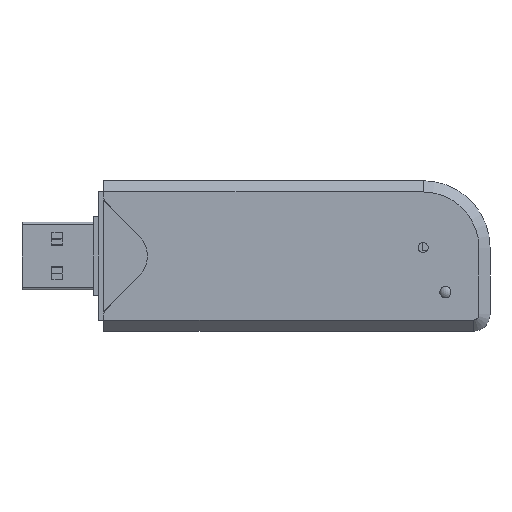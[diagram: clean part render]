
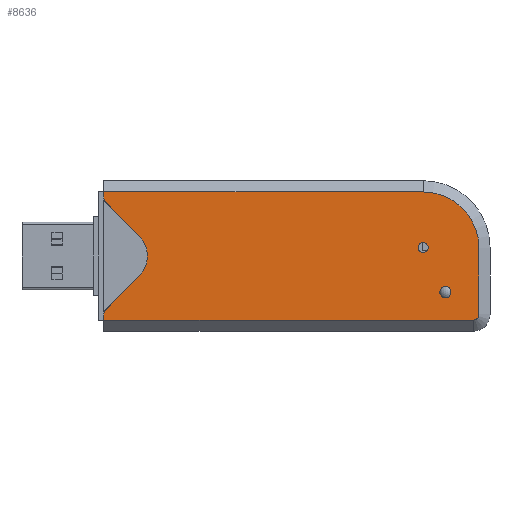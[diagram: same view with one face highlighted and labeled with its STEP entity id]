
A CAD part, front view. The second image highlights one B-rep face of the part: STEP entity #8636.
In plain terms, the highlighted face is planar.
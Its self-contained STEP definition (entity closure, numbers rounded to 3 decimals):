
#138 = EDGE_CURVE ( 'NONE', #9604, #1859, #11241, .T. ) ;
#296 = VERTEX_POINT ( 'NONE', #903 ) ;
#473 = DIRECTION ( 'NONE',  ( 1., 0., 0. ) ) ;
#522 = EDGE_CURVE ( 'NONE', #13136, #296, #1351, .T. ) ;
#771 = ORIENTED_EDGE ( 'NONE', *, *, #138, .T. ) ;
#777 = AXIS2_PLACEMENT_3D ( 'NONE', #2130, #2011, #12675 ) ;
#903 = CARTESIAN_POINT ( 'NONE',  ( -10.5, 9., 33.6 ) ) ;
#935 = VECTOR ( 'NONE', #14617, 1000. ) ;
#1195 = CARTESIAN_POINT ( 'NONE',  ( 1.5, 9., 33.6 ) ) ;
#1270 = ORIENTED_EDGE ( 'NONE', *, *, #4492, .F. ) ;
#1351 = CIRCLE ( 'NONE', #777, 1. ) ;
#1637 = AXIS2_PLACEMENT_3D ( 'NONE', #6440, #10151, #12935 ) ;
#1701 = CARTESIAN_POINT ( 'NONE',  ( 10.408, 9., -32.7 ) ) ;
#1833 = CARTESIAN_POINT ( 'NONE',  ( -10.408, 9., -33.7 ) ) ;
#1859 = VERTEX_POINT ( 'NONE', #6775 ) ;
#1909 = AXIS2_PLACEMENT_3D ( 'NONE', #6449, #3450, #16910 ) ;
#1935 = CARTESIAN_POINT ( 'NONE',  ( 1.5, 9., 23.6 ) ) ;
#1987 = CIRCLE ( 'NONE', #10690, 0.9 ) ;
#2011 = DIRECTION ( 'NONE',  ( 0., 1., 0. ) ) ;
#2130 = CARTESIAN_POINT ( 'NONE',  ( -10.5, 9., 32.6 ) ) ;
#2306 = VECTOR ( 'NONE', #4873, 1000. ) ;
#2384 = CARTESIAN_POINT ( 'NONE',  ( -10., 9., -33.7 ) ) ;
#2481 = LINE ( 'NONE', #2384, #2306 ) ;
#3039 = DIRECTION ( 'NONE',  ( 0., 1., 0. ) ) ;
#3094 = ORIENTED_EDGE ( 'NONE', *, *, #522, .T. ) ;
#3343 = ORIENTED_EDGE ( 'NONE', *, *, #6681, .F. ) ;
#3450 = DIRECTION ( 'NONE',  ( 0., 1., 0. ) ) ;
#3465 = ORIENTED_EDGE ( 'NONE', *, *, #16263, .T. ) ;
#3708 = CARTESIAN_POINT ( 'NONE',  ( 10., 9., -33.7 ) ) ;
#3835 = ORIENTED_EDGE ( 'NONE', *, *, #4310, .T. ) ;
#3889 = DIRECTION ( 'NONE',  ( 0., 1., 0. ) ) ;
#3947 = EDGE_LOOP ( 'NONE', ( #7346 ) ) ;
#4028 = VERTEX_POINT ( 'NONE', #13350 ) ;
#4236 = DIRECTION ( 'NONE',  ( 1., 0., 0. ) ) ;
#4310 = EDGE_CURVE ( 'NONE', #9994, #9166, #12811, .T. ) ;
#4476 = EDGE_CURVE ( 'NONE', #4028, #10172, #8120, .T. ) ;
#4492 = EDGE_CURVE ( 'NONE', #4028, #8380, #2481, .T. ) ;
#4525 = FACE_OUTER_BOUND ( 'NONE', #8235, .T. ) ;
#4721 = AXIS2_PLACEMENT_3D ( 'NONE', #1701, #3039, #12222 ) ;
#4873 = DIRECTION ( 'NONE',  ( 0.714, 0., 0.7 ) ) ;
#5110 = EDGE_CURVE ( 'NONE', #8237, #8237, #10018, .T. ) ;
#5222 = VERTEX_POINT ( 'NONE', #14218 ) ;
#5607 = VECTOR ( 'NONE', #473, 1000. ) ;
#5625 = LINE ( 'NONE', #14776, #5607 ) ;
#5918 = CARTESIAN_POINT ( 'NONE',  ( -11.5, 9., 32.6 ) ) ;
#6050 = VERTEX_POINT ( 'NONE', #6437 ) ;
#6437 = CARTESIAN_POINT ( 'NONE',  ( 11.5, 9., -33.7 ) ) ;
#6440 = CARTESIAN_POINT ( 'NONE',  ( 0., 9., -30.9 ) ) ;
#6449 = CARTESIAN_POINT ( 'NONE',  ( 1.5, 9., 23.6 ) ) ;
#6545 = ORIENTED_EDGE ( 'NONE', *, *, #9526, .F. ) ;
#6612 = ORIENTED_EDGE ( 'NONE', *, *, #4476, .T. ) ;
#6681 = EDGE_CURVE ( 'NONE', #8380, #7359, #9232, .T. ) ;
#6775 = CARTESIAN_POINT ( 'NONE',  ( 11.5, 9., 23.6 ) ) ;
#6783 = CARTESIAN_POINT ( 'NONE',  ( -3.5, 9., -27.329 ) ) ;
#6942 = AXIS2_PLACEMENT_3D ( 'NONE', #11062, #11170, #16203 ) ;
#7103 = CARTESIAN_POINT ( 'NONE',  ( 3.5, 9., -27.329 ) ) ;
#7222 = DIRECTION ( 'NONE',  ( 0., 0., 1. ) ) ;
#7346 = ORIENTED_EDGE ( 'NONE', *, *, #5110, .F. ) ;
#7359 = VERTEX_POINT ( 'NONE', #7103 ) ;
#7734 = LINE ( 'NONE', #5918, #13403 ) ;
#8084 = CARTESIAN_POINT ( 'NONE',  ( -10.5, 9., -33.7 ) ) ;
#8117 = PLANE ( 'NONE',  #8586 ) ;
#8120 = CIRCLE ( 'NONE', #14659, 1. ) ;
#8235 = EDGE_LOOP ( 'NONE', ( #6545, #3835, #9945, #3343, #1270, #6612, #12456, #12763, #3094, #12974, #771, #3465 ) ) ;
#8237 = VERTEX_POINT ( 'NONE', #12842 ) ;
#8380 = VERTEX_POINT ( 'NONE', #6783 ) ;
#8560 = VERTEX_POINT ( 'NONE', #10155 ) ;
#8586 = AXIS2_PLACEMENT_3D ( 'NONE', #15759, #12084, #13371 ) ;
#8636 = ADVANCED_FACE ( 'NONE', ( #4525, #10730, #10328 ), #8117, .F. ) ;
#8877 = CARTESIAN_POINT ( 'NONE',  ( 11.5, 9., 32.6 ) ) ;
#9166 = VERTEX_POINT ( 'NONE', #10326 ) ;
#9232 = CIRCLE ( 'NONE', #1637, 5. ) ;
#9526 = EDGE_CURVE ( 'NONE', #9994, #6050, #12987, .T. ) ;
#9604 = VERTEX_POINT ( 'NONE', #1195 ) ;
#9842 = EDGE_CURVE ( 'NONE', #8560, #8560, #1987, .T. ) ;
#9945 = ORIENTED_EDGE ( 'NONE', *, *, #16042, .F. ) ;
#9994 = VERTEX_POINT ( 'NONE', #13209 ) ;
#10018 = CIRCLE ( 'NONE', #6942, 1. ) ;
#10074 = DIRECTION ( 'NONE',  ( 0.714, 0., -0.7 ) ) ;
#10151 = DIRECTION ( 'NONE',  ( 0., 1., 0. ) ) ;
#10155 = CARTESIAN_POINT ( 'NONE',  ( 1.5, 9., 24.5 ) ) ;
#10172 = VERTEX_POINT ( 'NONE', #1833 ) ;
#10326 = CARTESIAN_POINT ( 'NONE',  ( 9.708, 9., -33.414 ) ) ;
#10328 = FACE_BOUND ( 'NONE', #10566, .T. ) ;
#10566 = EDGE_LOOP ( 'NONE', ( #15752 ) ) ;
#10690 = AXIS2_PLACEMENT_3D ( 'NONE', #1935, #15054, #15177 ) ;
#10713 = CARTESIAN_POINT ( 'NONE',  ( -11.5, 9., 32.6 ) ) ;
#10730 = FACE_BOUND ( 'NONE', #3947, .T. ) ;
#11062 = CARTESIAN_POINT ( 'NONE',  ( -6.5, 9., 27.6 ) ) ;
#11170 = DIRECTION ( 'NONE',  ( 0., 1., 0. ) ) ;
#11241 = CIRCLE ( 'NONE', #1909, 10. ) ;
#11315 = CARTESIAN_POINT ( 'NONE',  ( -10.408, 9., -32.7 ) ) ;
#11741 = CARTESIAN_POINT ( 'NONE',  ( -10.5, 9., -33.7 ) ) ;
#11812 = EDGE_CURVE ( 'NONE', #5222, #13136, #7734, .T. ) ;
#11899 = VECTOR ( 'NONE', #10074, 1000. ) ;
#11946 = LINE ( 'NONE', #3708, #11899 ) ;
#12035 = LINE ( 'NONE', #8084, #935 ) ;
#12084 = DIRECTION ( 'NONE',  ( 0., -1., 0. ) ) ;
#12222 = DIRECTION ( 'NONE',  ( 0., 0., -1. ) ) ;
#12320 = EDGE_CURVE ( 'NONE', #296, #9604, #5625, .T. ) ;
#12456 = ORIENTED_EDGE ( 'NONE', *, *, #12542, .F. ) ;
#12542 = EDGE_CURVE ( 'NONE', #5222, #10172, #12035, .T. ) ;
#12596 = VECTOR ( 'NONE', #12785, 1000. ) ;
#12675 = DIRECTION ( 'NONE',  ( 0., 0., -1. ) ) ;
#12718 = VECTOR ( 'NONE', #4236, 1000. ) ;
#12734 = LINE ( 'NONE', #8877, #12596 ) ;
#12763 = ORIENTED_EDGE ( 'NONE', *, *, #11812, .T. ) ;
#12785 = DIRECTION ( 'NONE',  ( 0., 0., -1. ) ) ;
#12811 = CIRCLE ( 'NONE', #4721, 1. ) ;
#12842 = CARTESIAN_POINT ( 'NONE',  ( -6.5, 9., 28.6 ) ) ;
#12935 = DIRECTION ( 'NONE',  ( 0., 0., 1. ) ) ;
#12974 = ORIENTED_EDGE ( 'NONE', *, *, #12320, .T. ) ;
#12987 = LINE ( 'NONE', #11741, #12718 ) ;
#13136 = VERTEX_POINT ( 'NONE', #10713 ) ;
#13209 = CARTESIAN_POINT ( 'NONE',  ( 10.408, 9., -33.7 ) ) ;
#13350 = CARTESIAN_POINT ( 'NONE',  ( -9.708, 9., -33.414 ) ) ;
#13371 = DIRECTION ( 'NONE',  ( 0., 0., -1. ) ) ;
#13403 = VECTOR ( 'NONE', #7222, 1000. ) ;
#14218 = CARTESIAN_POINT ( 'NONE',  ( -11.5, 9., -33.7 ) ) ;
#14617 = DIRECTION ( 'NONE',  ( 1., 0., 0. ) ) ;
#14659 = AXIS2_PLACEMENT_3D ( 'NONE', #11315, #3889, #15169 ) ;
#14776 = CARTESIAN_POINT ( 'NONE',  ( -10.5, 9., 33.6 ) ) ;
#15054 = DIRECTION ( 'NONE',  ( 0., 1., 0. ) ) ;
#15169 = DIRECTION ( 'NONE',  ( 0., 0., -1. ) ) ;
#15177 = DIRECTION ( 'NONE',  ( 0., 0., 1. ) ) ;
#15752 = ORIENTED_EDGE ( 'NONE', *, *, #9842, .F. ) ;
#15759 = CARTESIAN_POINT ( 'NONE',  ( -10.5, 9., 32.6 ) ) ;
#16042 = EDGE_CURVE ( 'NONE', #7359, #9166, #11946, .T. ) ;
#16203 = DIRECTION ( 'NONE',  ( 0., 0., 1. ) ) ;
#16263 = EDGE_CURVE ( 'NONE', #1859, #6050, #12734, .T. ) ;
#16910 = DIRECTION ( 'NONE',  ( 0., 0., -1. ) ) ;
